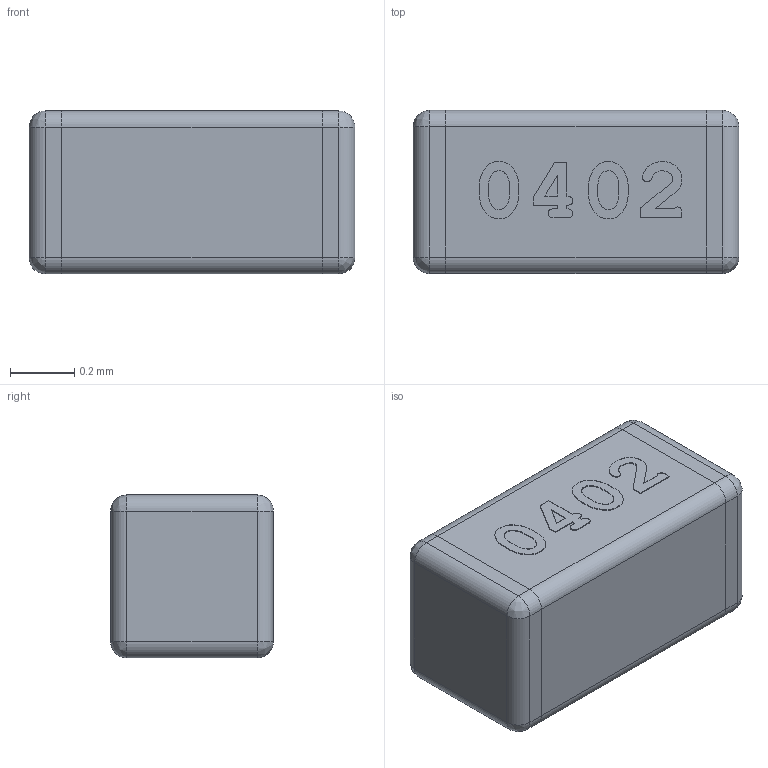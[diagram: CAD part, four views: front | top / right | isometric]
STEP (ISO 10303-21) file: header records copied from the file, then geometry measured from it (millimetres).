
FILE_DESCRIPTION (( 'STEP AP203' ), '1' );
FILE_NAME ('User Library-ESP_12_E.STEP', '2016-10-16T20:01:58', ( 'Windows User' ), ( '' ), 'SwSTEP 2.0', 'SolidWorks 2016', '' );
FILE_SCHEMA (( 'CONFIG_CONTROL_DESIGN' ));
Length unit declared in the file: millimetre
Products named in the file (2): User Library-ESP_12_E; User Library-ESP_12_E_User Library-ESP_12_E_User_Library-0402(1005M)_Cap
Assembly tree (1 placements, depth 2):
  User Library-ESP_12_E
    User Library-ESP_12_E_User Library-ESP_12_E_User_Library-0402(1005M)_Cap
Bounding box: 1.02 x 0.51 x 0.51 mm (x, y, z)
Volume: 0.3 mm3; surface area: 3.4 mm2
Topology: 3 solids, 3 shells, 120 faces, 305 edges, 190 vertices
Faces by surface type: bspline 51, plane 49, cylinder 20
Entity records: 5599 total; most frequent: CARTESIAN_POINT 2862, ORIENTED_EDGE 594, DIRECTION 397, EDGE_CURVE 297, VERTEX_POINT 190, VECTOR 171, LINE 171, EDGE_LOOP 127
